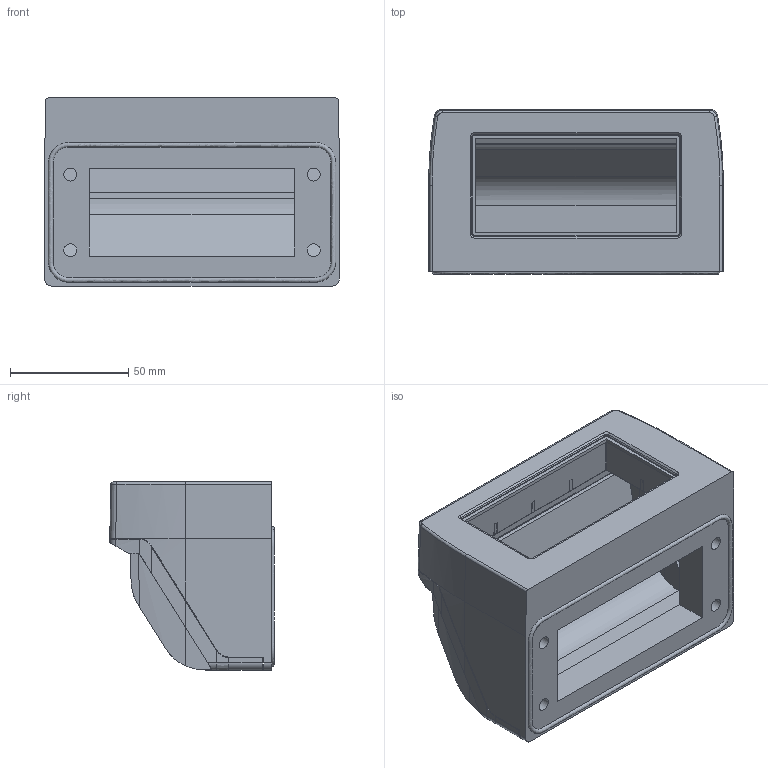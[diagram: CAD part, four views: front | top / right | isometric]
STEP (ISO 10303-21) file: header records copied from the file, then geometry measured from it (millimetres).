
FILE_DESCRIPTION(/* description */ (''),/* implementation_level */ '2;1');
FILE_NAME(/* name */ '28952.4_KDS_SR90_8_16.stp',/* time_stamp */ '2024-01-05T14:35:36+01:00',/* author */ (''),/* organization */ (''),/* preprocessor_version */ 'ST-DEVELOPER v19.3',/* originating_system */ 'SIEMENS PLM Software NX2212.1700',/* authorisation */ '');
FILE_SCHEMA (('AUTOMOTIVE_DESIGN { 1 0 10303 214 3 1 1 1 }'));
Length unit declared in the file: millimetre
Products named in the file (2): 28987.4_KDS_SR90_AD_8_16; 28952.4_KDS_SR90_8_16
Assembly tree (1 placements, depth 2):
  28952.4_KDS_SR90_8_16
    28987.4_KDS_SR90_AD_8_16
Bounding box: 124.72 x 69.57 x 79.55 mm (x, y, z)
Volume: 220062.8 mm3; surface area: 77942 mm2
Topology: 2 solids, 2 shells, 489 faces, 1280 edges, 792 vertices
Faces by surface type: plane 184, cylinder 134, bspline 107, cone 32, torus 22, sphere 10
Full cylindrical faces by diameter (mm): 5.5 x4
Entity records: 19422 total; most frequent: CARTESIAN_POINT 8147, ORIENTED_EDGE 2522, DIRECTION 2087, EDGE_CURVE 1261, VERTEX_POINT 788, AXIS2_PLACEMENT_3D 746, LINE 595, VECTOR 595
